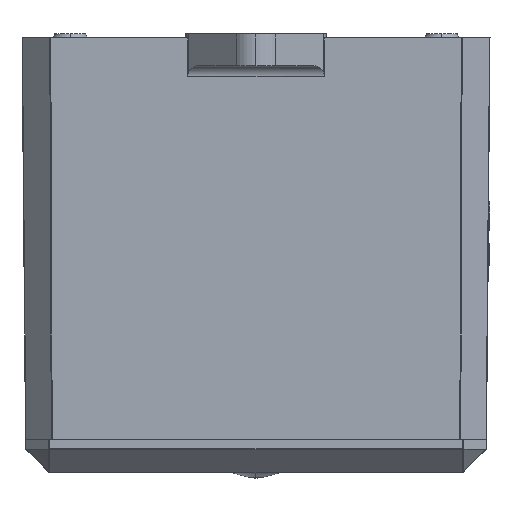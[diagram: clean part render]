
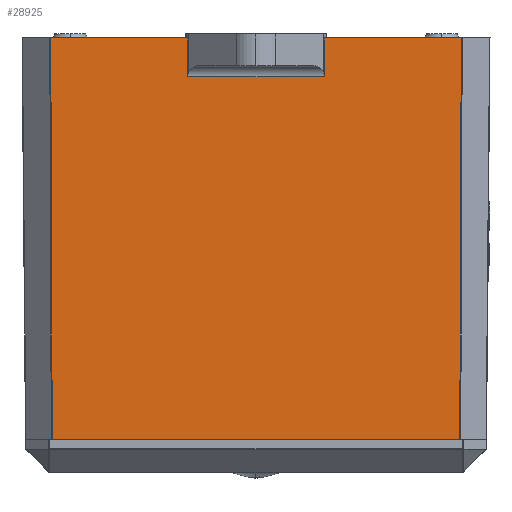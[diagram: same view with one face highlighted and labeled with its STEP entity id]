
A CAD part, left-side view. The second image highlights one B-rep face of the part: STEP entity #28925.
In plain terms, the highlighted planar face has unit normal (-1, 0, -0.009).
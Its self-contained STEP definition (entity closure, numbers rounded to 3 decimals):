
#428 = CARTESIAN_POINT ( 'NONE',  ( -68.017, 19.776, 116.57 ) ) ;
#547 = DIRECTION ( 'NONE',  ( -0.009, -0.004, 1. ) ) ;
#769 = ORIENTED_EDGE ( 'NONE', *, *, #3119, .T. ) ;
#1496 = VERTEX_POINT ( 'NONE', #8817 ) ;
#1739 = CARTESIAN_POINT ( 'NONE',  ( -68.017, 59.656, 116.57 ) ) ;
#3000 = CARTESIAN_POINT ( 'NONE',  ( -67.985, 19.803, 112.881 ) ) ;
#3119 = EDGE_CURVE ( 'NONE', #27698, #21398, #23461, .T. ) ;
#3262 = LINE ( 'NONE', #15416, #28118 ) ;
#3938 = EDGE_CURVE ( 'NONE', #24512, #27698, #11536, .T. ) ;
#4163 = CARTESIAN_POINT ( 'NONE',  ( -66.996, 59.233, -0.429 ) ) ;
#4415 = CARTESIAN_POINT ( 'NONE',  ( -68.017, 0., 116.57 ) ) ;
#5137 = LINE ( 'NONE', #12933, #26845 ) ;
#5232 = CARTESIAN_POINT ( 'NONE',  ( -67.952, 19.829, 109.133 ) ) ;
#5916 = EDGE_LOOP ( 'NONE', ( #769, #16518, #27740, #10184, #16234, #16798, #11451, #9603 ) ) ;
#6676 = VERTEX_POINT ( 'NONE', #27465 ) ;
#6944 = EDGE_CURVE ( 'NONE', #1496, #13080, #5137, .T. ) ;
#7137 = CARTESIAN_POINT ( 'NONE',  ( -68.017, -19.776, 116.57 ) ) ;
#7766 = CARTESIAN_POINT ( 'NONE',  ( -68.017, 19.776, 116.57 ) ) ;
#8391 = CARTESIAN_POINT ( 'NONE',  ( -67., -59.234, 0.001 ) ) ;
#8817 = CARTESIAN_POINT ( 'NONE',  ( -67.919, -19.854, 105.328 ) ) ;
#8887 = EDGE_CURVE ( 'NONE', #24512, #15786, #11632, .T. ) ;
#9120 = CARTESIAN_POINT ( 'NONE',  ( -67., 59.234, 0. ) ) ;
#9519 = CARTESIAN_POINT ( 'NONE',  ( -67.919, -19.854, 105.328 ) ) ;
#9603 = ORIENTED_EDGE ( 'NONE', *, *, #3938, .T. ) ;
#9607 = VECTOR ( 'NONE', #18406, 1000. ) ;
#10184 = ORIENTED_EDGE ( 'NONE', *, *, #31233, .F. ) ;
#10338 = LINE ( 'NONE', #8391, #20783 ) ;
#10350 = PLANE ( 'NONE',  #25068 ) ;
#10959 = DIRECTION ( 'NONE',  ( -0.009, 0., 1. ) ) ;
#11451 = ORIENTED_EDGE ( 'NONE', *, *, #8887, .F. ) ;
#11536 = LINE ( 'NONE', #4163, #17825 ) ;
#11632 = LINE ( 'NONE', #4415, #14639 ) ;
#12711 = FACE_OUTER_BOUND ( 'NONE', #5916, .T. ) ;
#12933 = CARTESIAN_POINT ( 'NONE',  ( -67.919, 19.832, 105.328 ) ) ;
#13080 = VERTEX_POINT ( 'NONE', #26517 ) ;
#13979 = CARTESIAN_POINT ( 'NONE',  ( -67.985, -19.803, 112.881 ) ) ;
#14639 = VECTOR ( 'NONE', #19420, 1000. ) ;
#14735 = CARTESIAN_POINT ( 'NONE',  ( -67., -59.234, 0. ) ) ;
#15416 = CARTESIAN_POINT ( 'NONE',  ( -68.017, 0., 116.57 ) ) ;
#15461 = EDGE_CURVE ( 'NONE', #15786, #13080, #27943, .T. ) ;
#15786 = VERTEX_POINT ( 'NONE', #7766 ) ;
#15929 = EDGE_CURVE ( 'NONE', #21398, #6676, #10338, .T. ) ;
#16066 = DIRECTION ( 'NONE',  ( -1., 0., -0.009 ) ) ;
#16171 = DIRECTION ( 'NONE',  ( 0.009, -0.004, -1. ) ) ;
#16234 = ORIENTED_EDGE ( 'NONE', *, *, #6944, .T. ) ;
#16518 = ORIENTED_EDGE ( 'NONE', *, *, #15929, .T. ) ;
#16798 = ORIENTED_EDGE ( 'NONE', *, *, #15461, .F. ) ;
#17173 = EDGE_CURVE ( 'NONE', #24545, #6676, #3262, .T. ) ;
#17825 = VECTOR ( 'NONE', #16171, 1000. ) ;
#18406 = DIRECTION ( 'NONE',  ( 0., -1., 0. ) ) ;
#19420 = DIRECTION ( 'NONE',  ( 0., -1., 0. ) ) ;
#19911 = CARTESIAN_POINT ( 'NONE',  ( -67.919, 19.854, 105.328 ) ) ;
#20602 =( BOUNDED_CURVE ( )  B_SPLINE_CURVE ( 3, ( #9519, #31465, #13979, #7137 ),
 .UNSPECIFIED., .F., .F. ) 
 B_SPLINE_CURVE_WITH_KNOTS ( ( 4, 4 ),
 ( 2.222, 2.261 ),
 .UNSPECIFIED. ) 
 CURVE ( )  GEOMETRIC_REPRESENTATION_ITEM ( )  RATIONAL_B_SPLINE_CURVE ( ( 1., 1., 1., 1. ) ) 
 REPRESENTATION_ITEM ( '' )  );
#20783 = VECTOR ( 'NONE', #547, 1000. ) ;
#21398 = VERTEX_POINT ( 'NONE', #14735 ) ;
#22645 = DIRECTION ( 'NONE',  ( 0., 1., 0. ) ) ;
#23461 = LINE ( 'NONE', #30294, #9607 ) ;
#24512 = VERTEX_POINT ( 'NONE', #1739 ) ;
#24545 = VERTEX_POINT ( 'NONE', #29608 ) ;
#25068 = AXIS2_PLACEMENT_3D ( 'NONE', #28292, #16066, #10959 ) ;
#26517 = CARTESIAN_POINT ( 'NONE',  ( -67.919, 19.854, 105.328 ) ) ;
#26845 = VECTOR ( 'NONE', #22645, 1000. ) ;
#27465 = CARTESIAN_POINT ( 'NONE',  ( -68.017, -59.656, 116.57 ) ) ;
#27698 = VERTEX_POINT ( 'NONE', #9120 ) ;
#27740 = ORIENTED_EDGE ( 'NONE', *, *, #17173, .F. ) ;
#27943 =( BOUNDED_CURVE ( )  B_SPLINE_CURVE ( 3, ( #428, #3000, #5232, #19911 ),
 .UNSPECIFIED., .F., .T. ) 
 B_SPLINE_CURVE_WITH_KNOTS ( ( 4, 4 ),
 ( 4.022, 4.061 ),
 .UNSPECIFIED. ) 
 CURVE ( )  GEOMETRIC_REPRESENTATION_ITEM ( )  RATIONAL_B_SPLINE_CURVE ( ( 1., 1., 1., 1. ) ) 
 REPRESENTATION_ITEM ( '' )  );
#28118 = VECTOR ( 'NONE', #29561, 1000. ) ;
#28292 = CARTESIAN_POINT ( 'NONE',  ( -67., -59.4, 0. ) ) ;
#28925 = ADVANCED_FACE ( 'NONE', ( #12711 ), #10350, .T. ) ;
#29561 = DIRECTION ( 'NONE',  ( 0., -1., 0. ) ) ;
#29608 = CARTESIAN_POINT ( 'NONE',  ( -68.017, -19.776, 116.57 ) ) ;
#30294 = CARTESIAN_POINT ( 'NONE',  ( -67., -59.4, 0. ) ) ;
#31233 = EDGE_CURVE ( 'NONE', #1496, #24545, #20602, .T. ) ;
#31465 = CARTESIAN_POINT ( 'NONE',  ( -67.952, -19.829, 109.133 ) ) ;
